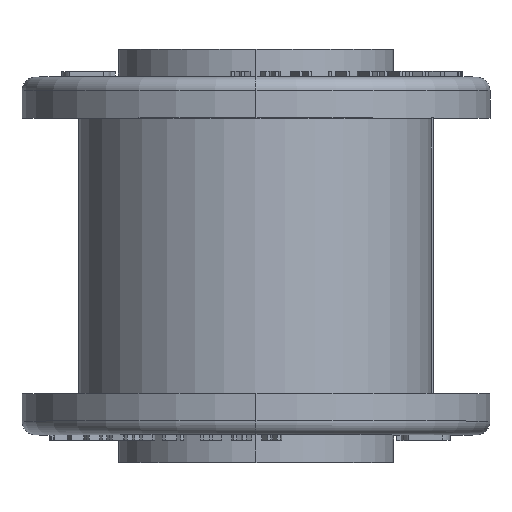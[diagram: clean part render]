
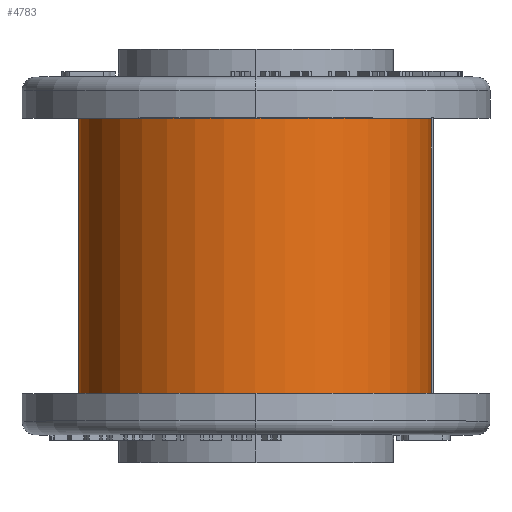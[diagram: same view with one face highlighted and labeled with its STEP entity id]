
A CAD part, top view. The second image highlights one B-rep face of the part: STEP entity #4783.
In plain terms, the highlighted cylindrical face has radius 6.4 mm (diameter 12.8 mm), a partial arc.
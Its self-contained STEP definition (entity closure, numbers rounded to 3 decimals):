
#126 = CARTESIAN_POINT ( 'NONE',  ( 6.36, 10., 0. ) ) ;
#814 = DIRECTION ( 'NONE',  ( 0., -1., 0. ) ) ;
#1060 = LINE ( 'NONE', #6654, #5387 ) ;
#1453 = DIRECTION ( 'NONE',  ( 0., 0., -1. ) ) ;
#1830 = CARTESIAN_POINT ( 'NONE',  ( -0.04, 10., 0. ) ) ;
#2672 = AXIS2_PLACEMENT_3D ( 'NONE', #22144, #5437, #9224 ) ;
#3808 = ORIENTED_EDGE ( 'NONE', *, *, #14221, .T. ) ;
#4215 = AXIS2_PLACEMENT_3D ( 'NONE', #1830, #18772, #14971 ) ;
#4783 = ADVANCED_FACE ( 'NONE', ( #14600 ), #22042, .T. ) ;
#5387 = VECTOR ( 'NONE', #814, 1000. ) ;
#5437 = DIRECTION ( 'NONE',  ( 0., -1., 0. ) ) ;
#6500 = VERTEX_POINT ( 'NONE', #18134 ) ;
#6654 = CARTESIAN_POINT ( 'NONE',  ( -6.44, 10., 0. ) ) ;
#6659 = DIRECTION ( 'NONE',  ( 0., -1., 0. ) ) ;
#7390 = DIRECTION ( 'NONE',  ( 0., -1., 0. ) ) ;
#9224 = DIRECTION ( 'NONE',  ( 1., 0., 0. ) ) ;
#11067 = CARTESIAN_POINT ( 'NONE',  ( -0.04, 10., 0. ) ) ;
#11318 = CARTESIAN_POINT ( 'NONE',  ( 6.36, 0., 0. ) ) ;
#11889 = EDGE_LOOP ( 'NONE', ( #15442, #12079, #19479, #3808 ) ) ;
#12079 = ORIENTED_EDGE ( 'NONE', *, *, #24041, .F. ) ;
#13957 = CARTESIAN_POINT ( 'NONE',  ( 6.36, 10., 0. ) ) ;
#14124 = EDGE_CURVE ( 'NONE', #22227, #6500, #19394, .T. ) ;
#14221 = EDGE_CURVE ( 'NONE', #6500, #20337, #1060, .T. ) ;
#14348 = CIRCLE ( 'NONE', #2672, 6.4 ) ;
#14600 = FACE_OUTER_BOUND ( 'NONE', #11889, .T. ) ;
#14971 = DIRECTION ( 'NONE',  ( 1., 0., 0. ) ) ;
#15442 = ORIENTED_EDGE ( 'NONE', *, *, #21150, .F. ) ;
#15792 = LINE ( 'NONE', #13957, #19497 ) ;
#18134 = CARTESIAN_POINT ( 'NONE',  ( -6.44, 10., 0. ) ) ;
#18340 = CARTESIAN_POINT ( 'NONE',  ( -6.44, 0., 0. ) ) ;
#18772 = DIRECTION ( 'NONE',  ( 0., -1., 0. ) ) ;
#19394 = CIRCLE ( 'NONE', #4215, 6.4 ) ;
#19479 = ORIENTED_EDGE ( 'NONE', *, *, #14124, .T. ) ;
#19497 = VECTOR ( 'NONE', #6659, 1000. ) ;
#20337 = VERTEX_POINT ( 'NONE', #18340 ) ;
#21150 = EDGE_CURVE ( 'NONE', #22245, #20337, #14348, .T. ) ;
#22042 = CYLINDRICAL_SURFACE ( 'NONE', #23455, 6.4 ) ;
#22144 = CARTESIAN_POINT ( 'NONE',  ( -0.04, 0., 0. ) ) ;
#22227 = VERTEX_POINT ( 'NONE', #126 ) ;
#22245 = VERTEX_POINT ( 'NONE', #11318 ) ;
#23455 = AXIS2_PLACEMENT_3D ( 'NONE', #11067, #7390, #1453 ) ;
#24041 = EDGE_CURVE ( 'NONE', #22227, #22245, #15792, .T. ) ;
